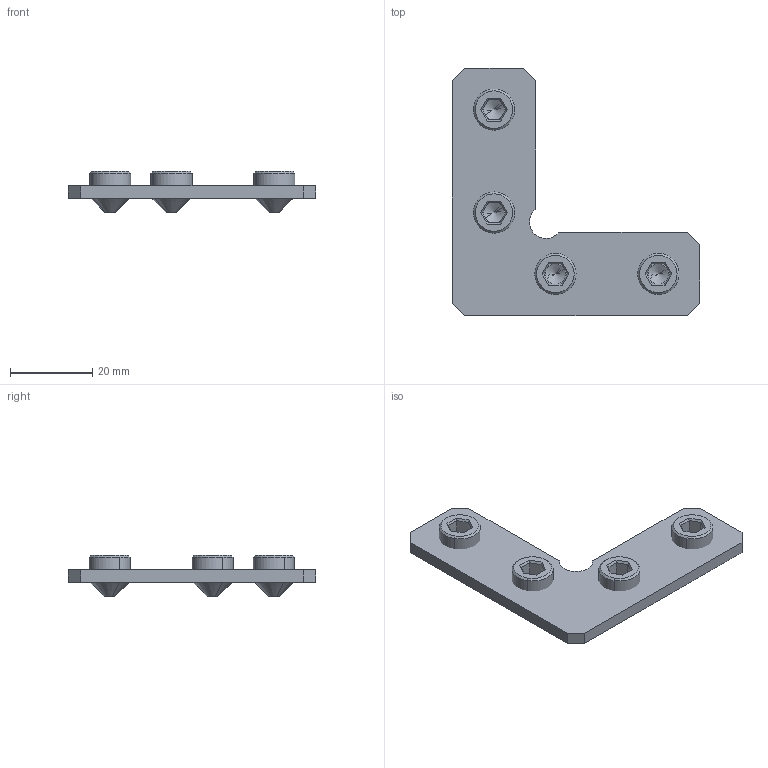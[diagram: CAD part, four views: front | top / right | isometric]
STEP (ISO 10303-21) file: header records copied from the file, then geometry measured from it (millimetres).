
FILE_DESCRIPTION (( 'STEP AP214' ), '1' );
FILE_NAME ('099gv1090.STEP', '2013-03-01T07:46:20', ( '' ), ( '' ), 'SwSTEP 2.0', 'SolidWorks 2012', '' );
FILE_SCHEMA (( 'AUTOMOTIVE_DESIGN' ));
Length unit declared in the file: millimetre
Products named in the file (3): 4iso4026m1010m_Standard; 099gv1090r_Standard; 099gv1090
Assembly tree (5 placements, depth 2):
  099gv1090
    099gv1090r_Standard
    4iso4026m1010m_Standard  x4
Bounding box: 60 x 60 x 10 mm (x, y, z)
Volume: 7337.6 mm3; surface area: 6304.2 mm2
Topology: 5 solids, 5 shells, 135 faces, 303 edges, 174 vertices
Faces by surface type: plane 93, cone 24, cylinder 18
Entity records: 1713 total; most frequent: DIRECTION 273, CARTESIAN_POINT 255, ORIENTED_EDGE 242, EDGE_CURVE 121, AXIS2_PLACEMENT_3D 93, LINE 87, VECTOR 87, VERTEX_POINT 75
